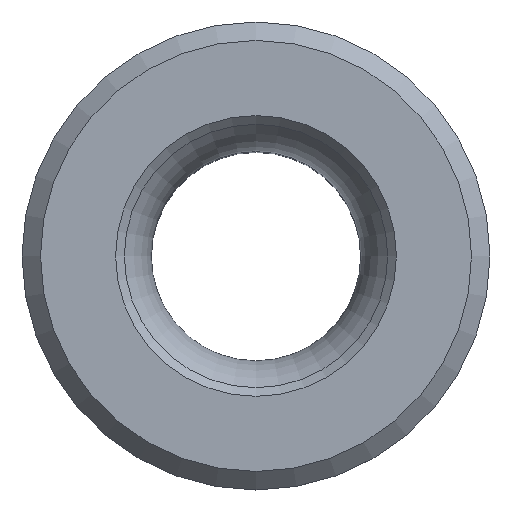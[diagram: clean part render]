
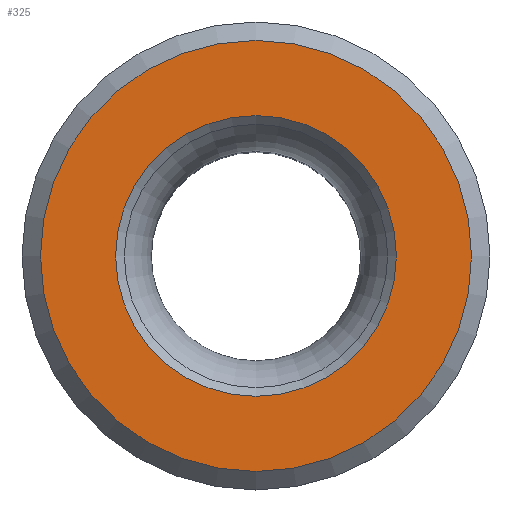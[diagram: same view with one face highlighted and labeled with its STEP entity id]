
A CAD part, top view. The second image highlights one B-rep face of the part: STEP entity #325.
In plain terms, the highlighted planar face has unit normal (0, 0, 1).
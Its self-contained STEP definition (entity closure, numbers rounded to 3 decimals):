
#118=ORIENTED_EDGE('',*,*,#193,.F.);
#119=ORIENTED_EDGE('',*,*,#196,.T.);
#193=EDGE_CURVE('',#231,#231,#251,.T.);
#196=EDGE_CURVE('',#233,#233,#253,.T.);
#231=VERTEX_POINT('',#697);
#233=VERTEX_POINT('',#705);
#251=CIRCLE('',#371,17.5);
#253=CIRCLE('',#375,11.399);
#272=EDGE_LOOP('',(#118));
#273=EDGE_LOOP('',(#119));
#298=FACE_BOUND('',#272,.T.);
#299=FACE_BOUND('',#273,.T.);
#311=PLANE('',#374);
#325=ADVANCED_FACE('',(#298,#299),#311,.T.);
#371=AXIS2_PLACEMENT_3D('',#698,#440,#441);
#374=AXIS2_PLACEMENT_3D('',#703,#447,#448);
#375=AXIS2_PLACEMENT_3D('',#704,#449,#450);
#440=DIRECTION('',(0.,0.,-1.));
#441=DIRECTION('',(1.,0.,0.));
#447=DIRECTION('',(0.,0.,1.));
#448=DIRECTION('',(-1.,0.,0.));
#449=DIRECTION('',(0.,0.,-1.));
#450=DIRECTION('',(-1.,0.,0.));
#697=CARTESIAN_POINT('',(405.5,190.,-209.));
#698=CARTESIAN_POINT('',(388.,190.,-209.));
#703=CARTESIAN_POINT('',(405.501,207.501,-209.));
#704=CARTESIAN_POINT('',(388.,190.,-209.));
#705=CARTESIAN_POINT('',(376.601,190.,-209.));
